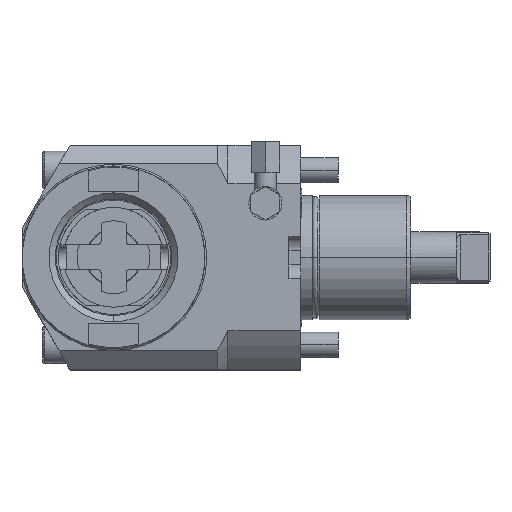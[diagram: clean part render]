
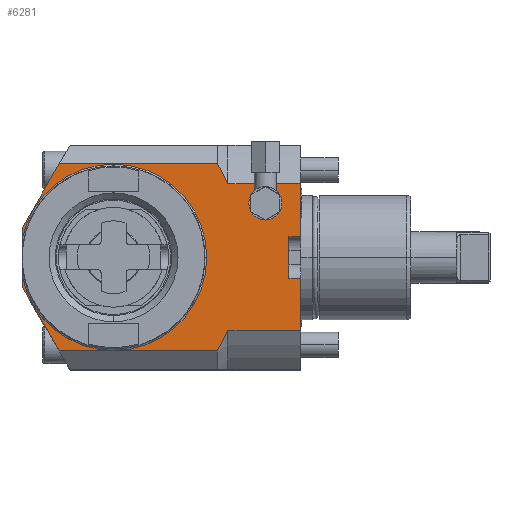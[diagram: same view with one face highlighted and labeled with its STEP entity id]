
A CAD part, top view. The second image highlights one B-rep face of the part: STEP entity #6281.
In plain terms, the highlighted planar face has unit normal (0, 0, 1).
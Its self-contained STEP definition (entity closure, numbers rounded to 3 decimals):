
#6=DIRECTION('',(-1.,0.,0.));
#7=VECTOR('',#6,35.);
#8=CARTESIAN_POINT('',(0.,-35.369,65.));
#9=LINE('',#8,#7);
#10=CARTESIAN_POINT('',(-35.,-35.369,65.));
#11=CARTESIAN_POINT('',(-35.294,-35.985,65.));
#12=CARTESIAN_POINT('',(-35.899,-37.225,65.));
#13=CARTESIAN_POINT('',(-36.855,-39.114,65.));
#14=CARTESIAN_POINT('',(-37.864,-41.035,65.));
#15=CARTESIAN_POINT('',(-38.926,-42.993,65.));
#16=CARTESIAN_POINT('',(-39.674,-44.327,65.));
#17=CARTESIAN_POINT('',(-40.057,-45.,65.));
#19=DIRECTION('',(1.,0.,0.));
#20=VECTOR('',#19,76.045);
#21=CARTESIAN_POINT('',(-116.102,-45.,65.));
#22=LINE('',#21,#20);
#23=DIRECTION('',(0.5,-0.866,0.));
#24=VECTOR('',#23,35.796);
#25=CARTESIAN_POINT('',(-134.,-14.,65.));
#26=LINE('',#25,#24);
#27=CARTESIAN_POINT('',(-90.,0.,65.));
#28=DIRECTION('',(0.,0.,-1.));
#29=DIRECTION('',(1.,0.,0.));
#30=AXIS2_PLACEMENT_3D('',#27,#28,#29);
#32=CARTESIAN_POINT('',(-90.,0.,65.));
#33=DIRECTION('',(0.,0.,1.));
#34=DIRECTION('',(1.,0.,0.));
#35=AXIS2_PLACEMENT_3D('',#32,#33,#34);
#37=DIRECTION('',(-0.5,-0.866,0.));
#38=VECTOR('',#37,35.796);
#39=CARTESIAN_POINT('',(-116.102,45.,65.));
#40=LINE('',#39,#38);
#41=DIRECTION('',(1.,0.,0.));
#42=VECTOR('',#41,76.045);
#43=CARTESIAN_POINT('',(-116.102,45.,65.));
#44=LINE('',#43,#42);
#45=CARTESIAN_POINT('',(-40.057,45.,65.));
#46=CARTESIAN_POINT('',(-39.673,44.325,65.));
#47=CARTESIAN_POINT('',(-38.924,42.99,65.));
#48=CARTESIAN_POINT('',(-37.861,41.03,65.));
#49=CARTESIAN_POINT('',(-36.852,39.109,65.));
#50=CARTESIAN_POINT('',(-35.897,37.222,65.));
#51=CARTESIAN_POINT('',(-35.293,35.983,65.));
#52=CARTESIAN_POINT('',(-35.,35.369,65.));
#54=DIRECTION('',(-1.,0.,0.));
#55=VECTOR('',#54,35.);
#56=CARTESIAN_POINT('',(0.,35.369,65.));
#57=LINE('',#56,#55);
#58=DIRECTION('',(-1.,0.,0.));
#59=VECTOR('',#58,5.7);
#60=CARTESIAN_POINT('',(0.,10.,65.));
#61=LINE('',#60,#59);
#62=DIRECTION('',(0.,1.,0.));
#63=VECTOR('',#62,20.);
#64=CARTESIAN_POINT('',(-5.7,-10.,65.));
#65=LINE('',#64,#63);
#66=DIRECTION('',(-1.,0.,0.));
#67=VECTOR('',#66,5.7);
#68=CARTESIAN_POINT('',(0.,-10.,65.));
#69=LINE('',#68,#67);
#70=CARTESIAN_POINT('',(-17.,26.,65.));
#71=DIRECTION('',(0.,0.,1.));
#72=DIRECTION('',(1.,0.,0.));
#73=AXIS2_PLACEMENT_3D('',#70,#71,#72);
#75=CARTESIAN_POINT('',(-17.,26.,65.));
#76=DIRECTION('',(0.,0.,1.));
#77=DIRECTION('',(-1.,0.,0.));
#78=AXIS2_PLACEMENT_3D('',#75,#76,#77);
#339=DIRECTION('',(0.,-1.,0.));
#340=VECTOR('',#339,25.369);
#341=CARTESIAN_POINT('',(0.,-10.,65.));
#342=LINE('',#341,#340);
#365=DIRECTION('',(0.,-1.,0.));
#366=VECTOR('',#365,25.369);
#367=CARTESIAN_POINT('',(0.,35.369,65.));
#368=LINE('',#367,#366);
#789=CARTESIAN_POINT('',(-40.057,45.,65.));
#829=DIRECTION('',(0.,1.,0.));
#830=VECTOR('',#829,5.571);
#831=CARTESIAN_POINT('',(-134.,8.429,65.));
#832=LINE('',#831,#830);
#841=CARTESIAN_POINT('',(-134.,8.429,65.));
#853=DIRECTION('',(0.,1.,0.));
#854=VECTOR('',#853,5.571);
#855=CARTESIAN_POINT('',(-134.,-14.,65.));
#856=LINE('',#855,#854);
#1239=CARTESIAN_POINT('',(-40.057,-45.,65.));
#5051=CARTESIAN_POINT('',(0.,35.369,65.));
#5053=VERTEX_POINT('',#5051);
#5057=CARTESIAN_POINT('',(0.,-35.369,65.));
#5059=VERTEX_POINT('',#5057);
#5135=CARTESIAN_POINT('',(0.,-10.,65.));
#5137=VERTEX_POINT('',#5135);
#5145=CARTESIAN_POINT('',(0.,10.,65.));
#5146=VERTEX_POINT('',#5145);
#5159=CARTESIAN_POINT('',(-5.7,-10.,65.));
#5160=CARTESIAN_POINT('',(-5.7,10.,65.));
#5161=VERTEX_POINT('',#5159);
#5162=VERTEX_POINT('',#5160);
#5266=CARTESIAN_POINT('',(-134.,-14.,65.));
#5267=CARTESIAN_POINT('',(-134.,-8.429,65.));
#5268=VERTEX_POINT('',#5266);
#5269=VERTEX_POINT('',#5267);
#5270=CARTESIAN_POINT('',(-45.2,0.,65.));
#5271=VERTEX_POINT('',#5270);
#5272=VERTEX_POINT('',#841);
#5277=CARTESIAN_POINT('',(-134.,14.,65.));
#5278=VERTEX_POINT('',#5277);
#5287=CARTESIAN_POINT('',(-116.102,45.,65.));
#5289=VERTEX_POINT('',#5287);
#5300=CARTESIAN_POINT('',(-116.102,-45.,65.));
#5302=VERTEX_POINT('',#5300);
#5308=VERTEX_POINT('',#789);
#5309=VERTEX_POINT('',#1239);
#5311=CARTESIAN_POINT('',(-35.,35.369,65.));
#5313=VERTEX_POINT('',#5311);
#5333=CARTESIAN_POINT('',(-35.,-35.369,65.));
#5335=VERTEX_POINT('',#5333);
#5821=CARTESIAN_POINT('',(-10.05,26.,65.));
#5822=CARTESIAN_POINT('',(-23.95,26.,65.));
#5823=VERTEX_POINT('',#5821);
#5824=VERTEX_POINT('',#5822);
#6236=CARTESIAN_POINT('',(-35.,54.,65.));
#6237=DIRECTION('',(0.,0.,-1.));
#6238=DIRECTION('',(0.,-1.,0.));
#6239=AXIS2_PLACEMENT_3D('',#6236,#6237,#6238);
#6240=PLANE('',#6239);
#6242=ORIENTED_EDGE('',*,*,#6241,.T.);
#6244=ORIENTED_EDGE('',*,*,#6243,.T.);
#6246=ORIENTED_EDGE('',*,*,#6245,.F.);
#6248=ORIENTED_EDGE('',*,*,#6247,.F.);
#6250=ORIENTED_EDGE('',*,*,#6249,.T.);
#6252=ORIENTED_EDGE('',*,*,#6251,.F.);
#6254=ORIENTED_EDGE('',*,*,#6253,.T.);
#6256=ORIENTED_EDGE('',*,*,#6255,.T.);
#6258=ORIENTED_EDGE('',*,*,#6257,.F.);
#6260=ORIENTED_EDGE('',*,*,#6259,.T.);
#6261=ORIENTED_EDGE('',*,*,#6227,.T.);
#6262=ORIENTED_EDGE('',*,*,#6216,.F.);
#6264=ORIENTED_EDGE('',*,*,#6263,.T.);
#6266=ORIENTED_EDGE('',*,*,#6265,.T.);
#6268=ORIENTED_EDGE('',*,*,#6267,.F.);
#6270=ORIENTED_EDGE('',*,*,#6269,.F.);
#6272=ORIENTED_EDGE('',*,*,#6271,.T.);
#6273=EDGE_LOOP('',(#6242,#6244,#6246,#6248,#6250,#6252,#6254,#6256,#6258,#6260,
#6261,#6262,#6264,#6266,#6268,#6270,#6272));
#6274=FACE_OUTER_BOUND('',#6273,.F.);
#6276=ORIENTED_EDGE('',*,*,#6275,.T.);
#6278=ORIENTED_EDGE('',*,*,#6277,.T.);
#6279=EDGE_LOOP('',(#6276,#6278));
#6280=FACE_BOUND('',#6279,.F.);
#6281=ADVANCED_FACE('',(#6274,#6280),#6240,.F.);
#18=B_SPLINE_CURVE_WITH_KNOTS('',3,(#10,#11,#12,#13,#14,#15,#16,#17),
.UNSPECIFIED.,.F.,.F.,(4,1,1,1,1,4),(0.,0.2,0.4,0.6,0.8,1.),
.UNSPECIFIED.);
#31=CIRCLE('',#30,44.8);
#36=CIRCLE('',#35,44.8);
#53=B_SPLINE_CURVE_WITH_KNOTS('',3,(#45,#46,#47,#48,#49,#50,#51,#52),
.UNSPECIFIED.,.F.,.F.,(4,1,1,1,1,4),(0.,0.2,0.4,0.6,0.8,1.),
.UNSPECIFIED.);
#74=CIRCLE('',#73,6.95);
#79=CIRCLE('',#78,6.95);
#6216=EDGE_CURVE('',#5053,#5313,#57,.T.);
#6227=EDGE_CURVE('',#5308,#5313,#53,.T.);
#6241=EDGE_CURVE('',#5059,#5335,#9,.T.);
#6243=EDGE_CURVE('',#5335,#5309,#18,.T.);
#6245=EDGE_CURVE('',#5302,#5309,#22,.T.);
#6247=EDGE_CURVE('',#5268,#5302,#26,.T.);
#6249=EDGE_CURVE('',#5268,#5269,#856,.T.);
#6251=EDGE_CURVE('',#5271,#5269,#31,.T.);
#6253=EDGE_CURVE('',#5271,#5272,#36,.T.);
#6255=EDGE_CURVE('',#5272,#5278,#832,.T.);
#6257=EDGE_CURVE('',#5289,#5278,#40,.T.);
#6259=EDGE_CURVE('',#5289,#5308,#44,.T.);
#6263=EDGE_CURVE('',#5053,#5146,#368,.T.);
#6265=EDGE_CURVE('',#5146,#5162,#61,.T.);
#6267=EDGE_CURVE('',#5161,#5162,#65,.T.);
#6269=EDGE_CURVE('',#5137,#5161,#69,.T.);
#6271=EDGE_CURVE('',#5137,#5059,#342,.T.);
#6275=EDGE_CURVE('',#5823,#5824,#74,.T.);
#6277=EDGE_CURVE('',#5824,#5823,#79,.T.);
